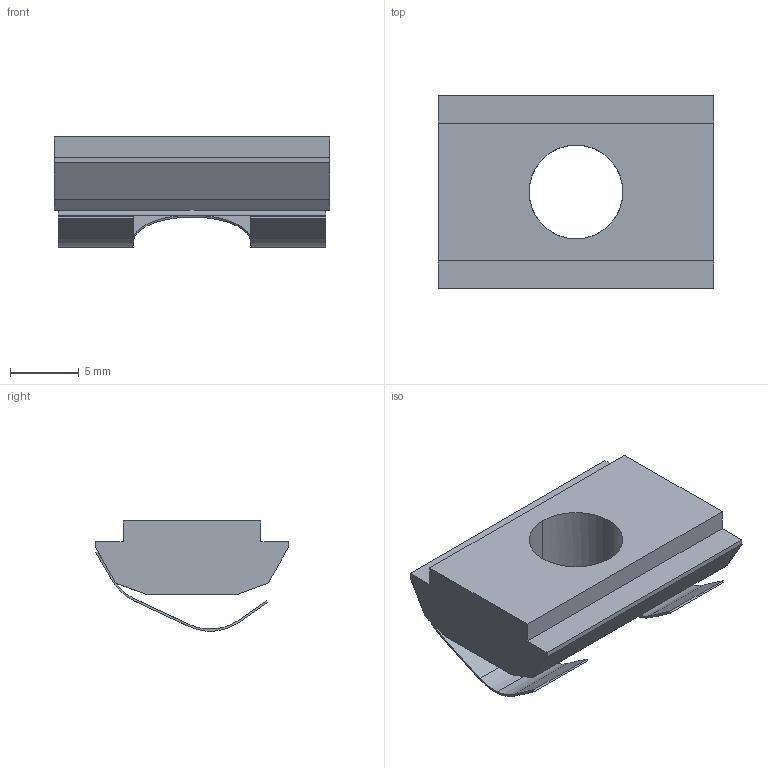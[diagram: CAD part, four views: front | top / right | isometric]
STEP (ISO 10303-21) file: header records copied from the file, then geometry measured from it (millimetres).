
FILE_DESCRIPTION(('STEP AP214'),'1');
FILE_NAME('cctmp_4B5B5272-5D3C-4C4C-BFCD-738FD3FB92AC_2020_1_13_13_24_6_808..stp','2020-01-13T12:24:06',('Bosch Rexroth AG'),('CADClick - www.CADClick.com'),'Spatial InterOp 3D',' ','unknown authorization - (Healing Option Enabled)');
FILE_SCHEMA(('AUTOMOTIVE_DESIGN'));
Length unit declared in the file: millimetre
Products named in the file (1): 2020_01_13__13-24-06-808
Bounding box: 20 x 14.06 x 7.99 mm (x, y, z)
Volume: 1047 mm3; surface area: 1197.6 mm2
Topology: 1 solids, 1 shells, 45 faces, 132 edges, 88 vertices
Faces by surface type: plane 29, cylinder 16
Entity records: 1890 total; most frequent: CARTESIAN_POINT 266, ORIENTED_EDGE 264, DIRECTION 260, EDGE_CURVE 132, LINE 96, VECTOR 96, VERTEX_POINT 88, AXIS2_PLACEMENT_3D 82
